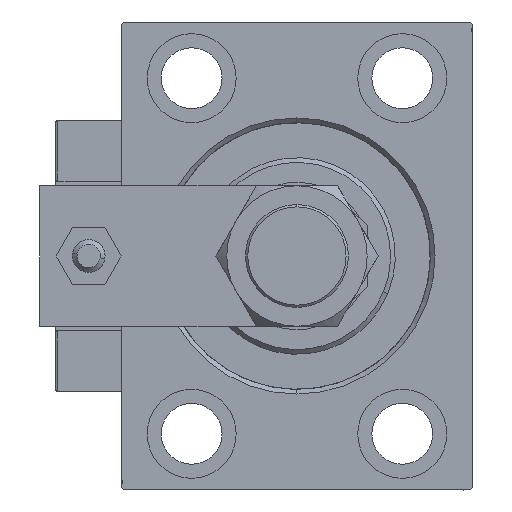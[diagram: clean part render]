
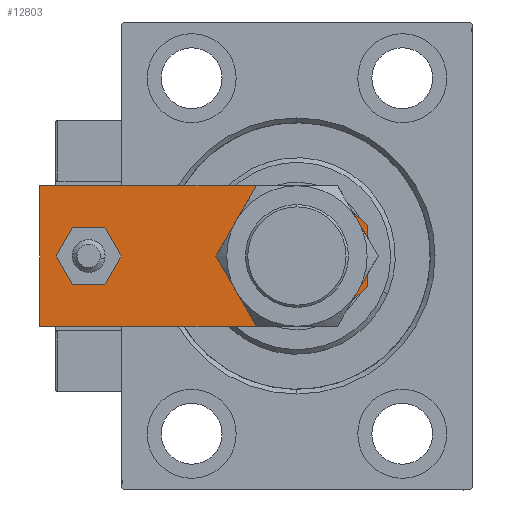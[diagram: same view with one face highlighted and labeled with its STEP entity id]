
A CAD part, left-side view. The second image highlights one B-rep face of the part: STEP entity #12803.
In plain terms, the highlighted face is planar.
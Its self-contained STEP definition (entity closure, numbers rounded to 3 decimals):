
#450 = EDGE_CURVE ( 'NONE', #6128, #9321, #8021, .T. ) ;
#745 = AXIS2_PLACEMENT_3D ( 'NONE', #12795, #41738, #4295 ) ;
#764 = CIRCLE ( 'NONE', #16906, 4. ) ;
#1161 = EDGE_CURVE ( 'NONE', #46100, #2542, #41695, .T. ) ;
#1657 = VERTEX_POINT ( 'NONE', #20603 ) ;
#1793 = LINE ( 'NONE', #26245, #25334 ) ;
#2542 = VERTEX_POINT ( 'NONE', #2878 ) ;
#2878 = CARTESIAN_POINT ( 'NONE',  ( -6.5, 0., 8. ) ) ;
#3228 = AXIS2_PLACEMENT_3D ( 'NONE', #8262, #3746, #48622 ) ;
#3746 = DIRECTION ( 'NONE',  ( 0., 0., 1. ) ) ;
#3931 = DIRECTION ( 'NONE',  ( 1., 0., 0. ) ) ;
#4295 = DIRECTION ( 'NONE',  ( 1., 0., 0. ) ) ;
#4730 = DIRECTION ( 'NONE',  ( 0.707, 0.707, 0. ) ) ;
#5492 = VECTOR ( 'NONE', #6073, 1000. ) ;
#6073 = DIRECTION ( 'NONE',  ( 0.707, -0.707, 0. ) ) ;
#6128 = VERTEX_POINT ( 'NONE', #8177 ) ;
#6320 = DIRECTION ( 'NONE',  ( 0., 0., 1. ) ) ;
#6437 = ORIENTED_EDGE ( 'NONE', *, *, #49360, .T. ) ;
#6915 = ORIENTED_EDGE ( 'NONE', *, *, #50260, .F. ) ;
#7109 = DIRECTION ( 'NONE',  ( 1., 0., 0. ) ) ;
#8021 = CIRCLE ( 'NONE', #36011, 10. ) ;
#8177 = CARTESIAN_POINT ( 'NONE',  ( -10., 15., 8. ) ) ;
#8262 = CARTESIAN_POINT ( 'NONE',  ( 0., 0., 8. ) ) ;
#9014 = CARTESIAN_POINT ( 'NONE',  ( -3.25, -3.25, 8. ) ) ;
#9321 = VERTEX_POINT ( 'NONE', #18733 ) ;
#10250 = CARTESIAN_POINT ( 'NONE',  ( 15., 0., 8. ) ) ;
#10766 = ORIENTED_EDGE ( 'NONE', *, *, #450, .F. ) ;
#11140 = EDGE_CURVE ( 'NONE', #20602, #46100, #26718, .T. ) ;
#12795 = CARTESIAN_POINT ( 'NONE',  ( 0., 15., 8. ) ) ;
#12803 = ADVANCED_FACE ( 'NONE', ( #20235, #44916, #32186 ), #36438, .T. ) ;
#13477 = ORIENTED_EDGE ( 'NONE', *, *, #1161, .T. ) ;
#13926 = EDGE_LOOP ( 'NONE', ( #29159, #18200 ) ) ;
#14233 = ORIENTED_EDGE ( 'NONE', *, *, #23253, .T. ) ;
#14314 = CARTESIAN_POINT ( 'NONE',  ( 0., 15., 8. ) ) ;
#15374 = VECTOR ( 'NONE', #51130, 1000. ) ;
#15528 = CARTESIAN_POINT ( 'NONE',  ( 6.5, 0., 8. ) ) ;
#15923 = VERTEX_POINT ( 'NONE', #29666 ) ;
#16906 = AXIS2_PLACEMENT_3D ( 'NONE', #19627, #31584, #3931 ) ;
#17744 = CARTESIAN_POINT ( 'NONE',  ( -15., 8.5, 8. ) ) ;
#18200 = ORIENTED_EDGE ( 'NONE', *, *, #40109, .F. ) ;
#18494 = DIRECTION ( 'NONE',  ( 0., 1., 0. ) ) ;
#18733 = CARTESIAN_POINT ( 'NONE',  ( 10., 15., 8. ) ) ;
#19627 = CARTESIAN_POINT ( 'NONE',  ( 0., 59.5, 8. ) ) ;
#20235 = FACE_BOUND ( 'NONE', #13926, .T. ) ;
#20602 = VERTEX_POINT ( 'NONE', #36386 ) ;
#20603 = CARTESIAN_POINT ( 'NONE',  ( 15., 70., 8. ) ) ;
#21210 = EDGE_CURVE ( 'NONE', #2542, #43322, #42660, .T. ) ;
#22730 = ORIENTED_EDGE ( 'NONE', *, *, #21210, .T. ) ;
#23253 = EDGE_CURVE ( 'NONE', #15923, #1657, #42401, .T. ) ;
#23256 = CARTESIAN_POINT ( 'NONE',  ( -15., 70., 8. ) ) ;
#23599 = CARTESIAN_POINT ( 'NONE',  ( 4., 59.5, 8. ) ) ;
#24321 = EDGE_LOOP ( 'NONE', ( #36838, #13477, #22730, #6437, #14233, #44277 ) ) ;
#25010 = VERTEX_POINT ( 'NONE', #23599 ) ;
#25244 = CARTESIAN_POINT ( 'NONE',  ( 0., 59.5, 8. ) ) ;
#25334 = VECTOR ( 'NONE', #4730, 1000. ) ;
#26245 = CARTESIAN_POINT ( 'NONE',  ( 3.25, -3.25, 8. ) ) ;
#26440 = VERTEX_POINT ( 'NONE', #35128 ) ;
#26718 = LINE ( 'NONE', #23256, #49858 ) ;
#26747 = DIRECTION ( 'NONE',  ( -1., 0., 0. ) ) ;
#28631 = CIRCLE ( 'NONE', #35440, 4. ) ;
#29159 = ORIENTED_EDGE ( 'NONE', *, *, #42659, .F. ) ;
#29666 = CARTESIAN_POINT ( 'NONE',  ( 15., 8.5, 8. ) ) ;
#30262 = DIRECTION ( 'NONE',  ( 1., 0., 0. ) ) ;
#31520 = LINE ( 'NONE', #51924, #47329 ) ;
#31584 = DIRECTION ( 'NONE',  ( 0., 0., 1. ) ) ;
#32186 = FACE_BOUND ( 'NONE', #32502, .T. ) ;
#32502 = EDGE_LOOP ( 'NONE', ( #10766, #6915 ) ) ;
#33257 = VECTOR ( 'NONE', #18494, 1000. ) ;
#33925 = CARTESIAN_POINT ( 'NONE',  ( -15., 0., 8. ) ) ;
#34423 = DIRECTION ( 'NONE',  ( 0., -1., 0. ) ) ;
#35128 = CARTESIAN_POINT ( 'NONE',  ( -4., 59.5, 8. ) ) ;
#35440 = AXIS2_PLACEMENT_3D ( 'NONE', #25244, #45688, #30262 ) ;
#36011 = AXIS2_PLACEMENT_3D ( 'NONE', #14314, #6320, #7109 ) ;
#36386 = CARTESIAN_POINT ( 'NONE',  ( -15., 70., 8. ) ) ;
#36438 = PLANE ( 'NONE',  #3228 ) ;
#36838 = ORIENTED_EDGE ( 'NONE', *, *, #11140, .T. ) ;
#40109 = EDGE_CURVE ( 'NONE', #25010, #26440, #28631, .T. ) ;
#41243 = EDGE_CURVE ( 'NONE', #1657, #20602, #31520, .T. ) ;
#41695 = LINE ( 'NONE', #9014, #5492 ) ;
#41738 = DIRECTION ( 'NONE',  ( 0., 0., 1. ) ) ;
#42401 = LINE ( 'NONE', #10250, #33257 ) ;
#42659 = EDGE_CURVE ( 'NONE', #26440, #25010, #764, .T. ) ;
#42660 = LINE ( 'NONE', #33925, #15374 ) ;
#43322 = VERTEX_POINT ( 'NONE', #15528 ) ;
#44277 = ORIENTED_EDGE ( 'NONE', *, *, #41243, .T. ) ;
#44916 = FACE_OUTER_BOUND ( 'NONE', #24321, .T. ) ;
#45688 = DIRECTION ( 'NONE',  ( 0., 0., 1. ) ) ;
#46100 = VERTEX_POINT ( 'NONE', #17744 ) ;
#47329 = VECTOR ( 'NONE', #26747, 1000. ) ;
#48622 = DIRECTION ( 'NONE',  ( 1., 0., 0. ) ) ;
#49360 = EDGE_CURVE ( 'NONE', #43322, #15923, #1793, .T. ) ;
#49858 = VECTOR ( 'NONE', #34423, 1000. ) ;
#50260 = EDGE_CURVE ( 'NONE', #9321, #6128, #51609, .T. ) ;
#51130 = DIRECTION ( 'NONE',  ( 1., 0., 0. ) ) ;
#51609 = CIRCLE ( 'NONE', #745, 10. ) ;
#51924 = CARTESIAN_POINT ( 'NONE',  ( 15., 70., 8. ) ) ;
